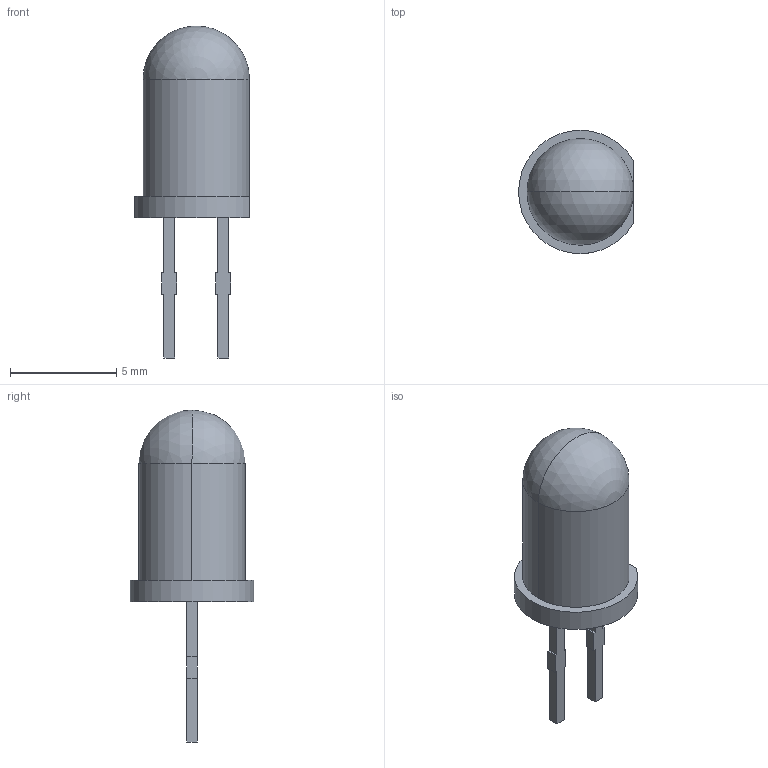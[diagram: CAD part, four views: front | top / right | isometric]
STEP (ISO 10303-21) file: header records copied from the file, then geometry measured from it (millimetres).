
FILE_DESCRIPTION (( 'STEP AP214' ), '1' );
FILE_NAME ('LED DIP 5mm Yellow Vert.STEP', '2020-06-05T13:01:33', ( 'Elessar' ), ( '' ), 'SwSTEP 2.0', 'SolidWorks 2018', '' );
FILE_SCHEMA (( 'AUTOMOTIVE_DESIGN' ));
Length unit declared in the file: millimetre
Products named in the file (1): LED DIP 5mm Yellow Vert
Bounding box: 5.4 x 5.8 x 15.6 mm (x, y, z)
Volume: 169.8 mm3; surface area: 203 mm2
Topology: 1 solids, 1 shells, 34 faces, 91 edges, 59 vertices
Faces by surface type: plane 29, cylinder 3, sphere 2
Entity records: 1423 total; most frequent: CARTESIAN_POINT 179, ORIENTED_EDGE 174, DIRECTION 165, EDGE_CURVE 87, VECTOR 79, LINE 79, VERTEX_POINT 57, AXIS2_PLACEMENT_3D 43
